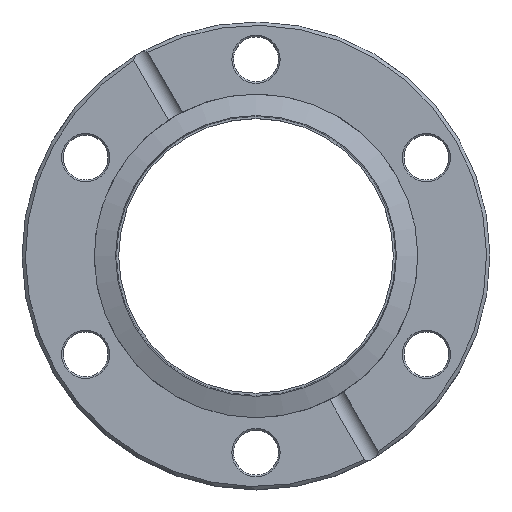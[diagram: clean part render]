
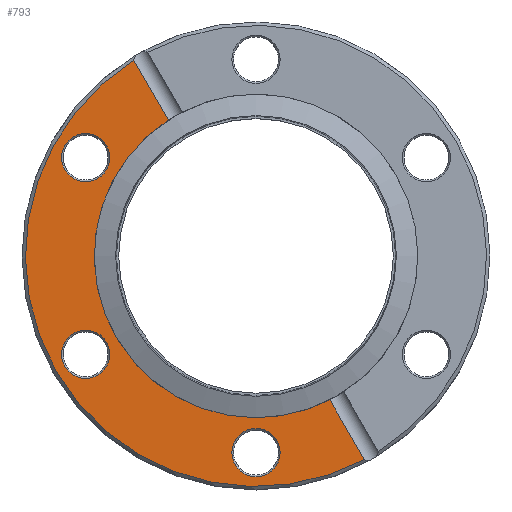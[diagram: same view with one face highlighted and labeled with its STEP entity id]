
A CAD part, top view. The second image highlights one B-rep face of the part: STEP entity #793.
In plain terms, the highlighted planar face has unit normal (0, 0, 1).
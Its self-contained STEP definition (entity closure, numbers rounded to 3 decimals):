
#17 = DIRECTION ( 'NONE',  ( 0., 1., 0. ) ) ;
#28 = AXIS2_PLACEMENT_3D ( 'NONE', #161, #961, #232 ) ;
#36 = ORIENTED_EDGE ( 'NONE', *, *, #643, .T. ) ;
#94 = AXIS2_PLACEMENT_3D ( 'NONE', #610, #102, #329 ) ;
#96 = CARTESIAN_POINT ( 'NONE',  ( 11.023, -21.493, 6.35 ) ) ;
#102 = DIRECTION ( 'NONE',  ( 0., 0., -1. ) ) ;
#108 = EDGE_CURVE ( 'NONE', #337, #337, #518, .T. ) ;
#130 = DIRECTION ( 'NONE',  ( 0., 1., 0. ) ) ;
#131 = CARTESIAN_POINT ( 'NONE',  ( 0., -25.762, 6.35 ) ) ;
#154 = CARTESIAN_POINT ( 'NONE',  ( 22.815, -41.917, 6.35 ) ) ;
#161 = CARTESIAN_POINT ( 'NONE',  ( 0., 0., 6.35 ) ) ;
#168 = CARTESIAN_POINT ( 'NONE',  ( 0., 34.425, 6.35 ) ) ;
#193 = CARTESIAN_POINT ( 'NONE',  ( -13.102, 20.293, 6.35 ) ) ;
#211 = DIRECTION ( 'NONE',  ( 0.5, -0.866, 0. ) ) ;
#212 = CARTESIAN_POINT ( 'NONE',  ( -25.429, -14.681, 6.35 ) ) ;
#232 = DIRECTION ( 'NONE',  ( 0., -1., 0. ) ) ;
#244 = PLANE ( 'NONE',  #537 ) ;
#254 = VECTOR ( 'NONE', #760, 1000. ) ;
#274 = EDGE_CURVE ( 'NONE', #415, #324, #313, .T. ) ;
#289 = EDGE_CURVE ( 'NONE', #916, #415, #624, .T. ) ;
#300 = VERTEX_POINT ( 'NONE', #131 ) ;
#312 = CARTESIAN_POINT ( 'NONE',  ( 0., -29.362, 6.35 ) ) ;
#313 = LINE ( 'NONE', #525, #254 ) ;
#322 = FACE_BOUND ( 'NONE', #804, .T. ) ;
#324 = VERTEX_POINT ( 'NONE', #454 ) ;
#329 = DIRECTION ( 'NONE',  ( 0., 1., 0. ) ) ;
#337 = VERTEX_POINT ( 'NONE', #340 ) ;
#339 = EDGE_LOOP ( 'NONE', ( #466, #36, #860, #696 ) ) ;
#340 = CARTESIAN_POINT ( 'NONE',  ( -25.429, -11.081, 6.35 ) ) ;
#349 = EDGE_CURVE ( 'NONE', #810, #810, #974, .T. ) ;
#350 = AXIS2_PLACEMENT_3D ( 'NONE', #757, #901, #381 ) ;
#371 = CARTESIAN_POINT ( 'NONE',  ( -25.429, 18.281, 6.35 ) ) ;
#375 = DIRECTION ( 'NONE',  ( 0., 1., 0. ) ) ;
#379 = ORIENTED_EDGE ( 'NONE', *, *, #108, .T. ) ;
#381 = DIRECTION ( 'NONE',  ( 0., -1., 0. ) ) ;
#415 = VERTEX_POINT ( 'NONE', #96 ) ;
#454 = CARTESIAN_POINT ( 'NONE',  ( 16.163, -30.395, 6.35 ) ) ;
#466 = ORIENTED_EDGE ( 'NONE', *, *, #667, .F. ) ;
#510 = DIRECTION ( 'NONE',  ( 0., 0., -1. ) ) ;
#518 = CIRCLE ( 'NONE', #867, 3.6 ) ;
#525 = CARTESIAN_POINT ( 'NONE',  ( 22.815, -41.917, 6.35 ) ) ;
#532 = FACE_BOUND ( 'NONE', #539, .T. ) ;
#537 = AXIS2_PLACEMENT_3D ( 'NONE', #168, #694, #17 ) ;
#539 = EDGE_LOOP ( 'NONE', ( #379 ) ) ;
#610 = CARTESIAN_POINT ( 'NONE',  ( -25.429, 14.681, 6.35 ) ) ;
#624 = CIRCLE ( 'NONE', #28, 24.155 ) ;
#629 = CARTESIAN_POINT ( 'NONE',  ( -18.241, 29.195, 6.35 ) ) ;
#631 = ORIENTED_EDGE ( 'NONE', *, *, #349, .T. ) ;
#636 = EDGE_CURVE ( 'NONE', #300, #300, #837, .T. ) ;
#643 = EDGE_CURVE ( 'NONE', #829, #324, #789, .T. ) ;
#658 = AXIS2_PLACEMENT_3D ( 'NONE', #312, #811, #375 ) ;
#659 = LINE ( 'NONE', #154, #709 ) ;
#667 = EDGE_CURVE ( 'NONE', #829, #916, #659, .T. ) ;
#694 = DIRECTION ( 'NONE',  ( 0., 0., -1. ) ) ;
#696 = ORIENTED_EDGE ( 'NONE', *, *, #289, .F. ) ;
#702 = ORIENTED_EDGE ( 'NONE', *, *, #636, .T. ) ;
#709 = VECTOR ( 'NONE', #211, 1000. ) ;
#757 = CARTESIAN_POINT ( 'NONE',  ( 0., 0., 6.35 ) ) ;
#760 = DIRECTION ( 'NONE',  ( 0.5, -0.866, 0. ) ) ;
#761 = EDGE_LOOP ( 'NONE', ( #631 ) ) ;
#776 = FACE_BOUND ( 'NONE', #761, .T. ) ;
#789 = CIRCLE ( 'NONE', #350, 34.425 ) ;
#793 = ADVANCED_FACE ( 'NONE', ( #776, #532, #322, #918 ), #244, .F. ) ;
#804 = EDGE_LOOP ( 'NONE', ( #702 ) ) ;
#810 = VERTEX_POINT ( 'NONE', #371 ) ;
#811 = DIRECTION ( 'NONE',  ( 0., 0., -1. ) ) ;
#829 = VERTEX_POINT ( 'NONE', #629 ) ;
#837 = CIRCLE ( 'NONE', #658, 3.6 ) ;
#860 = ORIENTED_EDGE ( 'NONE', *, *, #274, .F. ) ;
#867 = AXIS2_PLACEMENT_3D ( 'NONE', #212, #510, #130 ) ;
#901 = DIRECTION ( 'NONE',  ( 0., 0., 1. ) ) ;
#916 = VERTEX_POINT ( 'NONE', #193 ) ;
#918 = FACE_OUTER_BOUND ( 'NONE', #339, .T. ) ;
#961 = DIRECTION ( 'NONE',  ( 0., 0., 1. ) ) ;
#974 = CIRCLE ( 'NONE', #94, 3.6 ) ;
